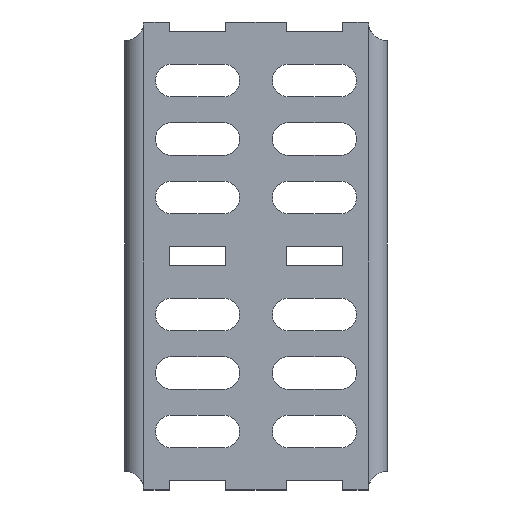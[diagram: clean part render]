
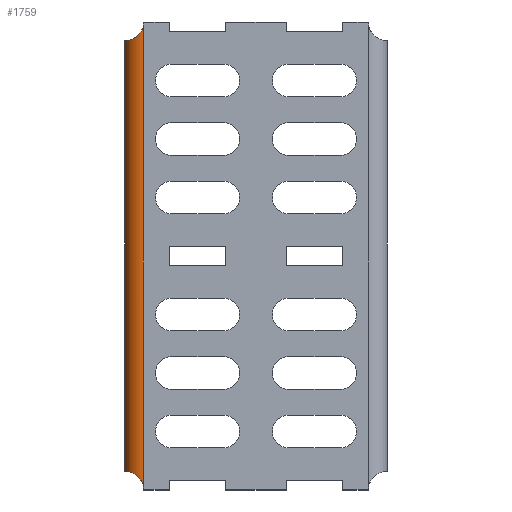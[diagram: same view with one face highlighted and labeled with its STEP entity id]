
A CAD part, top view. The second image highlights one B-rep face of the part: STEP entity #1759.
In plain terms, the highlighted cylindrical face has radius 4 mm (diameter 8 mm), a partial arc.
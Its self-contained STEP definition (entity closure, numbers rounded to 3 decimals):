
#72=DIRECTION('',(0.,1.,0.));
#73=VECTOR('',#72,98.);
#74=CARTESIAN_POINT('',(-24.127,-49.,0.));
#75=LINE('',#74,#73);
#404=CARTESIAN_POINT('',(-28.,-46.,-3.));
#405=CARTESIAN_POINT('',(-27.951,-46.,-2.81));
#406=CARTESIAN_POINT('',(-27.826,-46.002,
-2.441));
#407=CARTESIAN_POINT('',(-27.568,-46.02,
-1.935));
#408=CARTESIAN_POINT('',(-27.248,-46.066,
-1.478));
#409=CARTESIAN_POINT('',(-26.877,-46.154,
-1.079));
#410=CARTESIAN_POINT('',(-26.469,-46.295,
-0.743));
#411=CARTESIAN_POINT('',(-26.04,-46.501,
-0.476));
#412=CARTESIAN_POINT('',(-25.611,-46.778,
-0.276));
#413=CARTESIAN_POINT('',(-25.206,-47.12,
-0.142));
#414=CARTESIAN_POINT('',(-24.846,-47.52,
-0.06));
#415=CARTESIAN_POINT('',(-24.54,-47.969,
-0.018));
#416=CARTESIAN_POINT('',(-24.294,-48.462,
-0.002));
#417=CARTESIAN_POINT('',(-24.175,-48.816,0.));
#418=CARTESIAN_POINT('',(-24.127,-49.,0.));
#765=CARTESIAN_POINT('',(-28.,46.,-3.));
#766=CARTESIAN_POINT('',(-27.949,46.,-2.804));
#767=CARTESIAN_POINT('',(-27.821,46.002,-2.43));
#768=CARTESIAN_POINT('',(-27.56,46.021,-1.921));
#769=CARTESIAN_POINT('',(-27.239,46.068,-1.467));
#770=CARTESIAN_POINT('',(-26.869,46.156,-1.072));
#771=CARTESIAN_POINT('',(-26.463,46.298,
-0.739));
#772=CARTESIAN_POINT('',(-26.035,46.504,
-0.473));
#773=CARTESIAN_POINT('',(-25.609,46.78,
-0.275));
#774=CARTESIAN_POINT('',(-25.206,47.121,
-0.141));
#775=CARTESIAN_POINT('',(-24.848,47.518,
-0.061));
#776=CARTESIAN_POINT('',(-24.541,47.966,
-0.018));
#777=CARTESIAN_POINT('',(-24.295,48.458,
-0.002));
#778=CARTESIAN_POINT('',(-24.175,48.816,0.));
#779=CARTESIAN_POINT('',(-24.127,49.,0.));
#786=DIRECTION('',(0.,-1.,0.));
#787=VECTOR('',#786,92.);
#788=CARTESIAN_POINT('',(-28.,46.,-3.));
#789=LINE('',#788,#787);
#1421=VERTEX_POINT('',#404);
#1422=VERTEX_POINT('',#418);
#1451=VERTEX_POINT('',#765);
#1452=VERTEX_POINT('',#779);
#1745=CARTESIAN_POINT('',(-24.127,0.,-4.));
#1746=DIRECTION('',(0.,1.,0.));
#1747=DIRECTION('',(-0.968,0.,0.25));
#1748=AXIS2_PLACEMENT_3D('',#1745,#1746,#1747);
#1749=CYLINDRICAL_SURFACE('',#1748,4.);
#1750=ORIENTED_EDGE('',*,*,#1557,.F.);
#1752=ORIENTED_EDGE('',*,*,#1751,.F.);
#1754=ORIENTED_EDGE('',*,*,#1753,.F.);
#1756=ORIENTED_EDGE('',*,*,#1755,.T.);
#1757=EDGE_LOOP('',(#1750,#1752,#1754,#1756));
#1758=FACE_OUTER_BOUND('',#1757,.F.);
#1759=ADVANCED_FACE('',(#1758),#1749,.T.);
#419=B_SPLINE_CURVE_WITH_KNOTS('',3,(#404,#405,#406,#407,#408,#409,#410,#411,
#412,#413,#414,#415,#416,#417,#418),.UNSPECIFIED.,.F.,.F.,(4,1,1,1,1,1,1,1,1,1,
1,1,4),(0.,0.083,0.167,0.25,0.333,
0.417,0.5,0.583,0.667,0.75,
0.833,0.917,1.),.UNSPECIFIED.);
#780=B_SPLINE_CURVE_WITH_KNOTS('',3,(#765,#766,#767,#768,#769,#770,#771,#772,
#773,#774,#775,#776,#777,#778,#779),.UNSPECIFIED.,.F.,.F.,(4,1,1,1,1,1,1,1,1,1,
1,1,4),(0.,0.083,0.167,0.25,0.333,
0.417,0.5,0.583,0.667,0.75,
0.833,0.917,1.),.UNSPECIFIED.);
#1557=EDGE_CURVE('',#1422,#1452,#75,.T.);
#1751=EDGE_CURVE('',#1421,#1422,#419,.T.);
#1753=EDGE_CURVE('',#1451,#1421,#789,.T.);
#1755=EDGE_CURVE('',#1451,#1452,#780,.T.);
